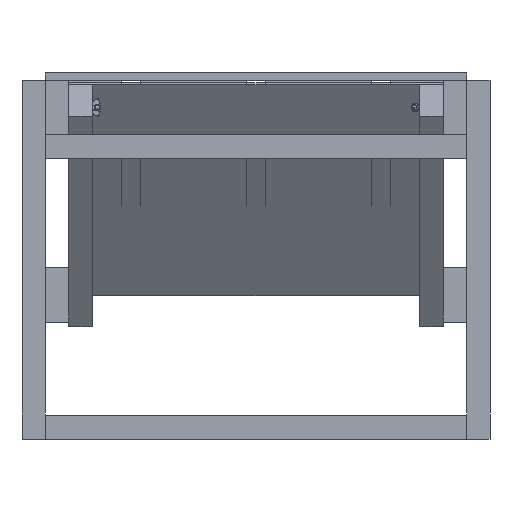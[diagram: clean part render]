
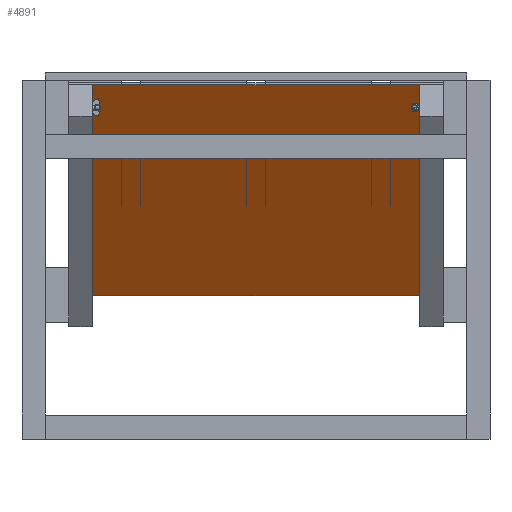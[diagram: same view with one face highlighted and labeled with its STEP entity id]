
A CAD part, front view. The second image highlights one B-rep face of the part: STEP entity #4891.
In plain terms, the highlighted face is planar.
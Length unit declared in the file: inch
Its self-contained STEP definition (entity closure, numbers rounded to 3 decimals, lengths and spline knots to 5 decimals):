
#96 = FACE_OUTER_BOUND ( 'NONE', #2135, .T. ) ;
#305 = ORIENTED_EDGE ( 'NONE', *, *, #342, .F. ) ;
#341 = LINE ( 'NONE', #4561, #4592 ) ;
#342 = EDGE_CURVE ( 'NONE', #4436, #3389, #341, .T. ) ;
#452 = EDGE_CURVE ( 'NONE', #1478, #4436, #1713, .T. ) ;
#522 = DIRECTION ( 'NONE',  ( 0., -1., 0. ) ) ;
#765 = VECTOR ( 'NONE', #3639, 39.37008 ) ;
#1044 = EDGE_CURVE ( 'NONE', #3389, #3003, #3165, .T. ) ;
#1357 = CARTESIAN_POINT ( 'NONE',  ( -12., 0., -8.25 ) ) ;
#1423 = DIRECTION ( 'NONE',  ( 0., 0., -1. ) ) ;
#1478 = VERTEX_POINT ( 'NONE', #3890 ) ;
#1713 = LINE ( 'NONE', #2196, #3269 ) ;
#1731 = CARTESIAN_POINT ( 'NONE',  ( -12., 0., 8.25 ) ) ;
#1986 = AXIS2_PLACEMENT_3D ( 'NONE', #2709, #522, #1423 ) ;
#2135 = EDGE_LOOP ( 'NONE', ( #305, #2515, #3689, #5298 ) ) ;
#2166 = DIRECTION ( 'NONE',  ( 1., 0., 0. ) ) ;
#2196 = CARTESIAN_POINT ( 'NONE',  ( -12., 0., 8.25 ) ) ;
#2515 = ORIENTED_EDGE ( 'NONE', *, *, #452, .F. ) ;
#2709 = CARTESIAN_POINT ( 'NONE',  ( 0., 0., 0. ) ) ;
#2924 = DIRECTION ( 'NONE',  ( 0., 0., -1. ) ) ;
#2953 = VECTOR ( 'NONE', #4213, 39.37008 ) ;
#3003 = VERTEX_POINT ( 'NONE', #1357 ) ;
#3165 = LINE ( 'NONE', #5244, #765 ) ;
#3269 = VECTOR ( 'NONE', #2166, 39.37008 ) ;
#3389 = VERTEX_POINT ( 'NONE', #5185 ) ;
#3639 = DIRECTION ( 'NONE',  ( -1., 0., 0. ) ) ;
#3689 = ORIENTED_EDGE ( 'NONE', *, *, #4379, .F. ) ;
#3890 = CARTESIAN_POINT ( 'NONE',  ( -12., 0., 8.25 ) ) ;
#3963 = PLANE ( 'NONE',  #1986 ) ;
#4213 = DIRECTION ( 'NONE',  ( 0., 0., 1. ) ) ;
#4296 = CARTESIAN_POINT ( 'NONE',  ( 12., 0., 8.25 ) ) ;
#4379 = EDGE_CURVE ( 'NONE', #3003, #1478, #5046, .T. ) ;
#4436 = VERTEX_POINT ( 'NONE', #4296 ) ;
#4561 = CARTESIAN_POINT ( 'NONE',  ( 12., 0., 8.25 ) ) ;
#4592 = VECTOR ( 'NONE', #2924, 39.37008 ) ;
#4891 = ADVANCED_FACE ( 'NONE', ( #96 ), #3963, .T. ) ;
#5046 = LINE ( 'NONE', #1731, #2953 ) ;
#5185 = CARTESIAN_POINT ( 'NONE',  ( 12., 0., -8.25 ) ) ;
#5244 = CARTESIAN_POINT ( 'NONE',  ( -12., 0., -8.25 ) ) ;
#5298 = ORIENTED_EDGE ( 'NONE', *, *, #1044, .F. ) ;
